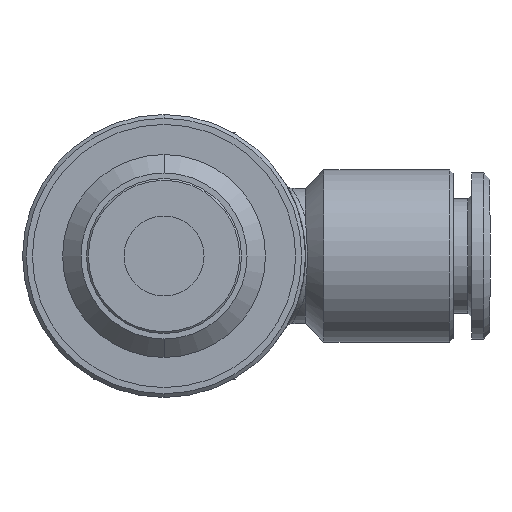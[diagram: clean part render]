
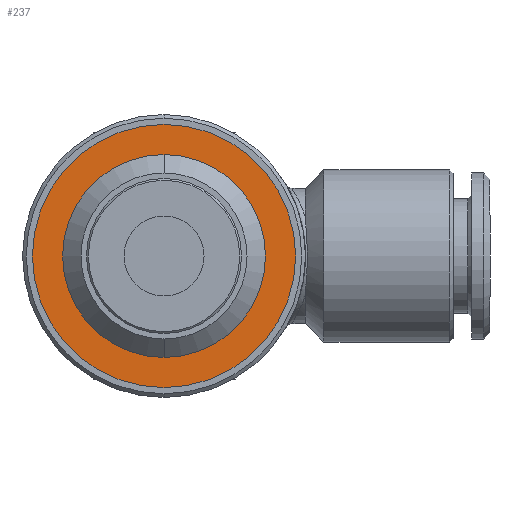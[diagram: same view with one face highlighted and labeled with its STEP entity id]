
A CAD part, front view. The second image highlights one B-rep face of the part: STEP entity #237.
In plain terms, the highlighted planar face has unit normal (0, -1, 0).
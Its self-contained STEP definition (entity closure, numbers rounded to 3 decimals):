
#153 = EDGE_LOOP ( 'NONE', ( #211, #235 ) ) ;
#158 = ORIENTED_EDGE ( 'NONE', *, *, #793, .F. ) ;
#170 = EDGE_LOOP ( 'NONE', ( #158, #210 ) ) ;
#210 = ORIENTED_EDGE ( 'NONE', *, *, #243, .F. ) ;
#211 = ORIENTED_EDGE ( 'NONE', *, *, #823, .T. ) ;
#231 = EDGE_CURVE ( 'NONE', #750, #772, #2230, .T. ) ;
#235 = ORIENTED_EDGE ( 'NONE', *, *, #231, .T. ) ;
#237 = ADVANCED_FACE ( 'NONE', ( #2238, #2233 ), #2273, .T. ) ;
#243 = EDGE_CURVE ( 'NONE', #794, #702, #2255, .T. ) ;
#702 = VERTEX_POINT ( 'NONE', #3172 ) ;
#750 = VERTEX_POINT ( 'NONE', #3258 ) ;
#772 = VERTEX_POINT ( 'NONE', #3289 ) ;
#793 = EDGE_CURVE ( 'NONE', #702, #794, #3267, .T. ) ;
#794 = VERTEX_POINT ( 'NONE', #3355 ) ;
#823 = EDGE_CURVE ( 'NONE', #772, #750, #3455, .T. ) ;
#2226 = DIRECTION ( 'NONE',  ( 0., 0., -1. ) ) ;
#2227 = DIRECTION ( 'NONE',  ( 0., -1., 0. ) ) ;
#2228 = CARTESIAN_POINT ( 'NONE',  ( 0., 7.7, 0. ) ) ;
#2229 = AXIS2_PLACEMENT_3D ( 'NONE', #2228, #2227, #2226 ) ;
#2230 = CIRCLE ( 'NONE', #2229, 10.7 ) ;
#2233 = FACE_OUTER_BOUND ( 'NONE', #153, .T. ) ;
#2238 = FACE_BOUND ( 'NONE', #170, .T. ) ;
#2251 = DIRECTION ( 'NONE',  ( 0., 0., -1. ) ) ;
#2252 = DIRECTION ( 'NONE',  ( 0., -1., 0. ) ) ;
#2253 = CARTESIAN_POINT ( 'NONE',  ( 0., 7.7, 0. ) ) ;
#2254 = AXIS2_PLACEMENT_3D ( 'NONE', #2253, #2252, #2251 ) ;
#2255 = CIRCLE ( 'NONE', #2254, 8.25 ) ;
#2268 = DIRECTION ( 'NONE',  ( 0., 0., -1. ) ) ;
#2269 = DIRECTION ( 'NONE',  ( 0., -1., 0. ) ) ;
#2270 = CARTESIAN_POINT ( 'NONE',  ( 6.75, 7.7, 0. ) ) ;
#2271 = AXIS2_PLACEMENT_3D ( 'NONE', #2270, #2269, #2268 ) ;
#2273 = PLANE ( 'NONE',  #2271 ) ;
#3113 = DIRECTION ( 'NONE',  ( 0., 0., -1. ) ) ;
#3172 = CARTESIAN_POINT ( 'NONE',  ( 0., 7.7, -8.25 ) ) ;
#3258 = CARTESIAN_POINT ( 'NONE',  ( 0., 7.7, 10.7 ) ) ;
#3264 = DIRECTION ( 'NONE',  ( 0., -1., 0. ) ) ;
#3265 = CARTESIAN_POINT ( 'NONE',  ( 0., 7.7, 0. ) ) ;
#3266 = AXIS2_PLACEMENT_3D ( 'NONE', #3265, #3264, #3113 ) ;
#3267 = CIRCLE ( 'NONE', #3266, 8.25 ) ;
#3289 = CARTESIAN_POINT ( 'NONE',  ( 0., 7.7, -10.7 ) ) ;
#3355 = CARTESIAN_POINT ( 'NONE',  ( 0., 7.7, 8.25 ) ) ;
#3424 = AXIS2_PLACEMENT_3D ( 'NONE', #3460, #3436, #3435 ) ;
#3435 = DIRECTION ( 'NONE',  ( 0., 0., -1. ) ) ;
#3436 = DIRECTION ( 'NONE',  ( 0., -1., 0. ) ) ;
#3455 = CIRCLE ( 'NONE', #3424, 10.7 ) ;
#3460 = CARTESIAN_POINT ( 'NONE',  ( 0., 7.7, 0. ) ) ;
